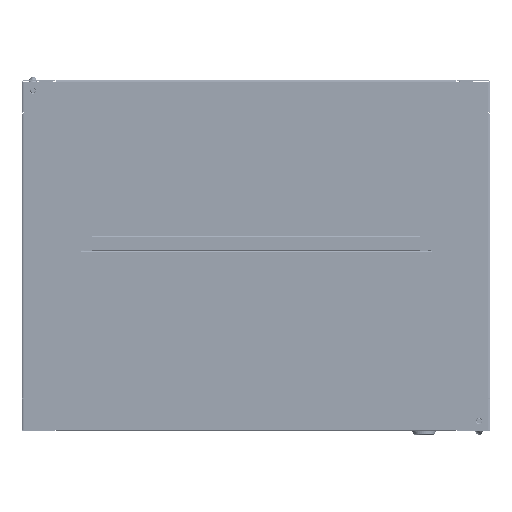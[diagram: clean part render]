
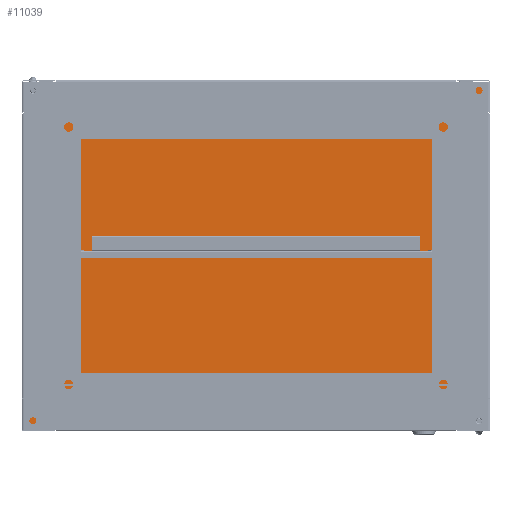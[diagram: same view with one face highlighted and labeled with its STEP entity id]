
A CAD part, front view. The second image highlights one B-rep face of the part: STEP entity #11039.
In plain terms, the highlighted face is planar.
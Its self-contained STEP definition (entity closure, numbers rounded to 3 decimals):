
#484 = DIRECTION ( 'NONE',  ( 0., -1., 0. ) ) ;
#915 = CARTESIAN_POINT ( 'NONE',  ( 555., 446., 0. ) ) ;
#1237 = VERTEX_POINT ( 'NONE', #57583 ) ;
#1344 = CARTESIAN_POINT ( 'NONE',  ( 0., 446., 0. ) ) ;
#1859 = VECTOR ( 'NONE', #3173, 1000. ) ;
#2010 = CARTESIAN_POINT ( 'NONE',  ( 41., 446., 0. ) ) ;
#2245 = AXIS2_PLACEMENT_3D ( 'NONE', #3514, #58551, #25472 ) ;
#3173 = DIRECTION ( 'NONE',  ( 0., 1., 0. ) ) ;
#3514 = CARTESIAN_POINT ( 'NONE',  ( 12., 434.7, 0. ) ) ;
#3541 = VERTEX_POINT ( 'NONE', #33686 ) ;
#3625 = VERTEX_POINT ( 'NONE', #2010 ) ;
#4496 = CIRCLE ( 'NONE', #2245, 4.5 ) ;
#4613 = EDGE_CURVE ( 'NONE', #70539, #5669, #46685, .T. ) ;
#5669 = VERTEX_POINT ( 'NONE', #48287 ) ;
#7404 = VECTOR ( 'NONE', #66061, 1000. ) ;
#8552 = CIRCLE ( 'NONE', #12043, 4.5 ) ;
#8610 = EDGE_CURVE ( 'NONE', #29852, #43880, #63748, .T. ) ;
#9629 = CARTESIAN_POINT ( 'NONE',  ( 584., 11.3, 0. ) ) ;
#10002 = DIRECTION ( 'NONE',  ( -1., 0., 0. ) ) ;
#10455 = EDGE_LOOP ( 'NONE', ( #47488, #58759 ) ) ;
#11039 = ADVANCED_FACE ( 'NONE', ( #15028, #31209, #20445 ), #42361, .F. ) ;
#11106 = EDGE_CURVE ( 'NONE', #34787, #33121, #4496, .T. ) ;
#11840 = ORIENTED_EDGE ( 'NONE', *, *, #29515, .T. ) ;
#11912 = EDGE_CURVE ( 'NONE', #3541, #29852, #55180, .T. ) ;
#12043 = AXIS2_PLACEMENT_3D ( 'NONE', #36237, #41628, #69314 ) ;
#12951 = VECTOR ( 'NONE', #49306, 1000. ) ;
#13075 = ORIENTED_EDGE ( 'NONE', *, *, #45221, .T. ) ;
#13675 = ORIENTED_EDGE ( 'NONE', *, *, #39240, .T. ) ;
#13895 = ORIENTED_EDGE ( 'NONE', *, *, #11106, .T. ) ;
#14012 = CARTESIAN_POINT ( 'NONE',  ( 588.5, 11.3, 0. ) ) ;
#15028 = FACE_BOUND ( 'NONE', #10455, .T. ) ;
#15223 = DIRECTION ( 'NONE',  ( -1., 0., 0. ) ) ;
#15549 = ORIENTED_EDGE ( 'NONE', *, *, #67722, .T. ) ;
#16937 = DIRECTION ( 'NONE',  ( 1., 0., 0. ) ) ;
#19017 = CARTESIAN_POINT ( 'NONE',  ( 596., 0., 0. ) ) ;
#20288 = CARTESIAN_POINT ( 'NONE',  ( 596., 41., 0. ) ) ;
#20345 = LINE ( 'NONE', #25036, #52479 ) ;
#20445 = FACE_OUTER_BOUND ( 'NONE', #69443, .T. ) ;
#21464 = CARTESIAN_POINT ( 'NONE',  ( 0., 0., 0. ) ) ;
#22491 = AXIS2_PLACEMENT_3D ( 'NONE', #32369, #70480, #42079 ) ;
#23291 = ORIENTED_EDGE ( 'NONE', *, *, #4613, .T. ) ;
#24782 = ORIENTED_EDGE ( 'NONE', *, *, #58952, .T. ) ;
#24798 = CIRCLE ( 'NONE', #22491, 4.5 ) ;
#25036 = CARTESIAN_POINT ( 'NONE',  ( 0., 0., 0. ) ) ;
#25472 = DIRECTION ( 'NONE',  ( -1., 0., 0. ) ) ;
#25992 = VECTOR ( 'NONE', #30130, 1000. ) ;
#26121 = VECTOR ( 'NONE', #42998, 1000. ) ;
#26611 = ORIENTED_EDGE ( 'NONE', *, *, #35354, .T. ) ;
#26959 = CARTESIAN_POINT ( 'NONE',  ( 0., 405., 0. ) ) ;
#27318 = CARTESIAN_POINT ( 'NONE',  ( 596., 0., 0. ) ) ;
#27585 = CARTESIAN_POINT ( 'NONE',  ( 7.5, 434.7, 0. ) ) ;
#27868 = CARTESIAN_POINT ( 'NONE',  ( 0., 0., 0. ) ) ;
#28330 = VERTEX_POINT ( 'NONE', #29336 ) ;
#29336 = CARTESIAN_POINT ( 'NONE',  ( 579.5, 11.3, 0. ) ) ;
#29515 = EDGE_CURVE ( 'NONE', #1237, #49835, #37668, .T. ) ;
#29579 = VECTOR ( 'NONE', #15223, 1000. ) ;
#29852 = VERTEX_POINT ( 'NONE', #41555 ) ;
#30130 = DIRECTION ( 'NONE',  ( -1., 0., 0. ) ) ;
#30330 = CARTESIAN_POINT ( 'NONE',  ( 0., 0., 0. ) ) ;
#30458 = ORIENTED_EDGE ( 'NONE', *, *, #62048, .T. ) ;
#30872 = DIRECTION ( 'NONE',  ( -1., 0., 0. ) ) ;
#31209 = FACE_BOUND ( 'NONE', #41679, .T. ) ;
#31296 = VECTOR ( 'NONE', #49227, 1000. ) ;
#31588 = DIRECTION ( 'NONE',  ( 0., 0., -1. ) ) ;
#31852 = ORIENTED_EDGE ( 'NONE', *, *, #49968, .T. ) ;
#32369 = CARTESIAN_POINT ( 'NONE',  ( 584., 11.3, 0. ) ) ;
#32769 = LINE ( 'NONE', #44620, #12951 ) ;
#33121 = VERTEX_POINT ( 'NONE', #27585 ) ;
#33421 = CIRCLE ( 'NONE', #50662, 4.5 ) ;
#33686 = CARTESIAN_POINT ( 'NONE',  ( 0., 41., 0. ) ) ;
#33756 = VERTEX_POINT ( 'NONE', #26959 ) ;
#34787 = VERTEX_POINT ( 'NONE', #54076 ) ;
#35354 = EDGE_CURVE ( 'NONE', #49079, #33756, #32769, .T. ) ;
#36237 = CARTESIAN_POINT ( 'NONE',  ( 12., 434.7, 0. ) ) ;
#37668 = LINE ( 'NONE', #43423, #7404 ) ;
#38490 = LINE ( 'NONE', #60433, #57492 ) ;
#39240 = EDGE_CURVE ( 'NONE', #33121, #34787, #8552, .T. ) ;
#40106 = ORIENTED_EDGE ( 'NONE', *, *, #8610, .T. ) ;
#40133 = EDGE_CURVE ( 'NONE', #67312, #28330, #24798, .T. ) ;
#40604 = ORIENTED_EDGE ( 'NONE', *, *, #41162, .T. ) ;
#41162 = EDGE_CURVE ( 'NONE', #33756, #3541, #20345, .T. ) ;
#41555 = CARTESIAN_POINT ( 'NONE',  ( 0., 0., 0. ) ) ;
#41628 = DIRECTION ( 'NONE',  ( 0., 0., -1. ) ) ;
#41679 = EDGE_LOOP ( 'NONE', ( #13675, #13895 ) ) ;
#42079 = DIRECTION ( 'NONE',  ( -1., 0., 0. ) ) ;
#42361 = PLANE ( 'NONE',  #70008 ) ;
#42915 = CARTESIAN_POINT ( 'NONE',  ( 41., 0., 0. ) ) ;
#42998 = DIRECTION ( 'NONE',  ( -1., 0., 0. ) ) ;
#43276 = CARTESIAN_POINT ( 'NONE',  ( 0., 446., 0. ) ) ;
#43423 = CARTESIAN_POINT ( 'NONE',  ( 596., 0., 0. ) ) ;
#43504 = EDGE_CURVE ( 'NONE', #69436, #3625, #57868, .T. ) ;
#43734 = LINE ( 'NONE', #21464, #49275 ) ;
#43880 = VERTEX_POINT ( 'NONE', #42915 ) ;
#44620 = CARTESIAN_POINT ( 'NONE',  ( 0., 0., 0. ) ) ;
#45221 = EDGE_CURVE ( 'NONE', #49644, #1237, #43734, .T. ) ;
#46685 = LINE ( 'NONE', #19017, #1859 ) ;
#46943 = DIRECTION ( 'NONE',  ( 0., -1., 0. ) ) ;
#47488 = ORIENTED_EDGE ( 'NONE', *, *, #59273, .T. ) ;
#48287 = CARTESIAN_POINT ( 'NONE',  ( 596., 446., 0. ) ) ;
#48743 = CARTESIAN_POINT ( 'NONE',  ( 0., 446., 0. ) ) ;
#49079 = VERTEX_POINT ( 'NONE', #68909 ) ;
#49227 = DIRECTION ( 'NONE',  ( 0., 1., 0. ) ) ;
#49261 = VECTOR ( 'NONE', #484, 1000. ) ;
#49275 = VECTOR ( 'NONE', #60985, 1000. ) ;
#49306 = DIRECTION ( 'NONE',  ( 0., -1., 0. ) ) ;
#49644 = VERTEX_POINT ( 'NONE', #69860 ) ;
#49835 = VERTEX_POINT ( 'NONE', #20288 ) ;
#49968 = EDGE_CURVE ( 'NONE', #3625, #49079, #64494, .T. ) ;
#50662 = AXIS2_PLACEMENT_3D ( 'NONE', #9629, #31588, #10002 ) ;
#51191 = DIRECTION ( 'NONE',  ( 1., 0., 0. ) ) ;
#52479 = VECTOR ( 'NONE', #46943, 1000. ) ;
#53632 = VECTOR ( 'NONE', #51191, 1000. ) ;
#54076 = CARTESIAN_POINT ( 'NONE',  ( 16.5, 434.7, 0. ) ) ;
#54621 = LINE ( 'NONE', #27318, #31296 ) ;
#55180 = LINE ( 'NONE', #27868, #49261 ) ;
#57492 = VECTOR ( 'NONE', #16937, 1000. ) ;
#57583 = CARTESIAN_POINT ( 'NONE',  ( 596., 0., 0. ) ) ;
#57868 = LINE ( 'NONE', #48743, #26121 ) ;
#58551 = DIRECTION ( 'NONE',  ( 0., 0., -1. ) ) ;
#58759 = ORIENTED_EDGE ( 'NONE', *, *, #40133, .T. ) ;
#58952 = EDGE_CURVE ( 'NONE', #43880, #49644, #38490, .T. ) ;
#59273 = EDGE_CURVE ( 'NONE', #28330, #67312, #33421, .T. ) ;
#60433 = CARTESIAN_POINT ( 'NONE',  ( 0., 0., 0. ) ) ;
#60985 = DIRECTION ( 'NONE',  ( 1., 0., 0. ) ) ;
#62048 = EDGE_CURVE ( 'NONE', #49835, #70539, #54621, .T. ) ;
#62148 = LINE ( 'NONE', #1344, #25992 ) ;
#63748 = LINE ( 'NONE', #30330, #53632 ) ;
#64307 = DIRECTION ( 'NONE',  ( 0., 0., -1. ) ) ;
#64374 = CARTESIAN_POINT ( 'NONE',  ( 596., 405., 0. ) ) ;
#64494 = LINE ( 'NONE', #43276, #29579 ) ;
#65005 = CARTESIAN_POINT ( 'NONE',  ( 0., 0., 0. ) ) ;
#66061 = DIRECTION ( 'NONE',  ( 0., 1., 0. ) ) ;
#67312 = VERTEX_POINT ( 'NONE', #14012 ) ;
#67722 = EDGE_CURVE ( 'NONE', #5669, #69436, #62148, .T. ) ;
#68909 = CARTESIAN_POINT ( 'NONE',  ( 0., 446., 0. ) ) ;
#69037 = ORIENTED_EDGE ( 'NONE', *, *, #43504, .T. ) ;
#69263 = ORIENTED_EDGE ( 'NONE', *, *, #11912, .T. ) ;
#69314 = DIRECTION ( 'NONE',  ( -1., 0., 0. ) ) ;
#69436 = VERTEX_POINT ( 'NONE', #915 ) ;
#69443 = EDGE_LOOP ( 'NONE', ( #26611, #40604, #69263, #40106, #24782, #13075, #11840, #30458, #23291, #15549, #69037, #31852 ) ) ;
#69860 = CARTESIAN_POINT ( 'NONE',  ( 555., 0., 0. ) ) ;
#70008 = AXIS2_PLACEMENT_3D ( 'NONE', #65005, #64307, #30872 ) ;
#70480 = DIRECTION ( 'NONE',  ( 0., 0., -1. ) ) ;
#70539 = VERTEX_POINT ( 'NONE', #64374 ) ;
